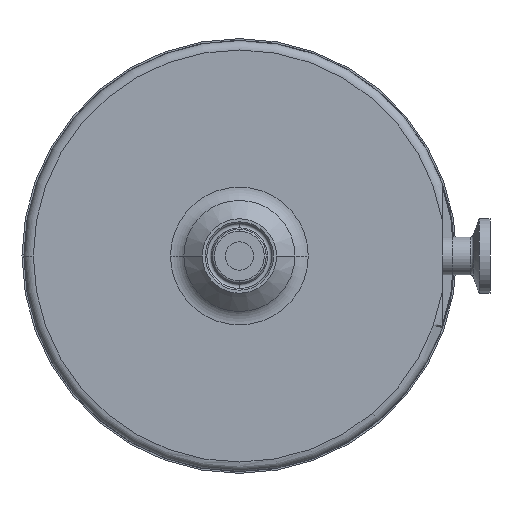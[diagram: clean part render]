
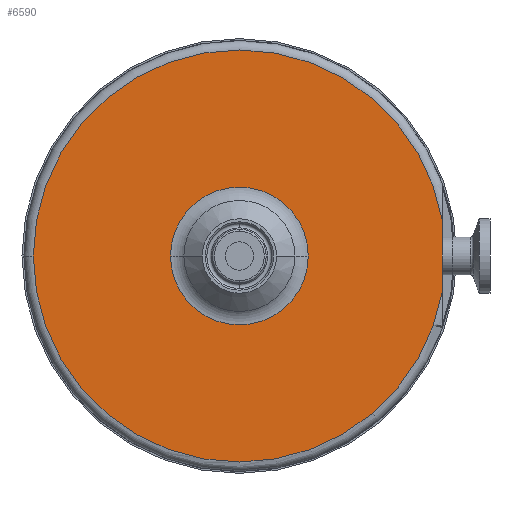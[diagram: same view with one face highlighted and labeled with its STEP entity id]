
A CAD part, front view. The second image highlights one B-rep face of the part: STEP entity #6590.
In plain terms, the highlighted planar face has unit normal (0, -1, 0).
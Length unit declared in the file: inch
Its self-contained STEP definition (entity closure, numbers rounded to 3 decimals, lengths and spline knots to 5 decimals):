
#27 = EDGE_LOOP ( 'NONE', ( #567, #4541 ) ) ;
#94 = EDGE_CURVE ( 'NONE', #5939, #7188, #7040, .T. ) ;
#567 = ORIENTED_EDGE ( 'NONE', *, *, #2822, .T. ) ;
#799 = AXIS2_PLACEMENT_3D ( 'NONE', #7381, #3635, #6847 ) ;
#989 = CIRCLE ( 'NONE', #2390, 0.91105 ) ;
#1202 = DIRECTION ( 'NONE',  ( 0., 1., 0. ) ) ;
#1267 = AXIS2_PLACEMENT_3D ( 'NONE', #4006, #3397, #5786 ) ;
#2201 = DIRECTION ( 'NONE',  ( 0., 1., 0. ) ) ;
#2390 = AXIS2_PLACEMENT_3D ( 'NONE', #6562, #2785, #3400 ) ;
#2785 = DIRECTION ( 'NONE',  ( 0., 1., 0. ) ) ;
#2822 = EDGE_CURVE ( 'NONE', #5741, #7555, #989, .T. ) ;
#3054 = ORIENTED_EDGE ( 'NONE', *, *, #94, .F. ) ;
#3056 = DIRECTION ( 'NONE',  ( -1., 0., 0. ) ) ;
#3205 = CIRCLE ( 'NONE', #3470, 2.725 ) ;
#3298 = DIRECTION ( 'NONE',  ( 0., 0., -1. ) ) ;
#3397 = DIRECTION ( 'NONE',  ( 0., -1., 0. ) ) ;
#3400 = DIRECTION ( 'NONE',  ( -1., 0., 0. ) ) ;
#3429 = FACE_BOUND ( 'NONE', #27, .T. ) ;
#3458 = CARTESIAN_POINT ( 'NONE',  ( 0.91105, -0.505, 0. ) ) ;
#3470 = AXIS2_PLACEMENT_3D ( 'NONE', #4376, #1202, #3056 ) ;
#3635 = DIRECTION ( 'NONE',  ( 0., 1., 0. ) ) ;
#4006 = CARTESIAN_POINT ( 'NONE',  ( -2.725, -0.505, 0. ) ) ;
#4152 = CARTESIAN_POINT ( 'NONE',  ( 2.685, -0.505, -0.46519 ) ) ;
#4376 = CARTESIAN_POINT ( 'NONE',  ( 0., -0.505, 0. ) ) ;
#4485 = VECTOR ( 'NONE', #3298, 39.37008 ) ;
#4494 = LINE ( 'NONE', #5135, #4485 ) ;
#4541 = ORIENTED_EDGE ( 'NONE', *, *, #7628, .T. ) ;
#4645 = CARTESIAN_POINT ( 'NONE',  ( 2.685, -0.505, 0.46519 ) ) ;
#4779 = FACE_OUTER_BOUND ( 'NONE', #6426, .T. ) ;
#5135 = CARTESIAN_POINT ( 'NONE',  ( 2.685, -0.505, 0. ) ) ;
#5145 = ORIENTED_EDGE ( 'NONE', *, *, #6027, .F. ) ;
#5741 = VERTEX_POINT ( 'NONE', #6381 ) ;
#5786 = DIRECTION ( 'NONE',  ( 1., 0., 0. ) ) ;
#5939 = VERTEX_POINT ( 'NONE', #4152 ) ;
#6027 = EDGE_CURVE ( 'NONE', #7188, #7065, #3205, .T. ) ;
#6346 = CIRCLE ( 'NONE', #7463, 0.91105 ) ;
#6381 = CARTESIAN_POINT ( 'NONE',  ( -0.91105, -0.505, 0. ) ) ;
#6426 = EDGE_LOOP ( 'NONE', ( #7748, #5145, #3054 ) ) ;
#6562 = CARTESIAN_POINT ( 'NONE',  ( 0., -0.505, 0. ) ) ;
#6565 = DIRECTION ( 'NONE',  ( -1., 0., 0. ) ) ;
#6590 = ADVANCED_FACE ( 'NONE', ( #4779, #3429 ), #7047, .T. ) ;
#6847 = DIRECTION ( 'NONE',  ( -1., 0., 0. ) ) ;
#7040 = CIRCLE ( 'NONE', #799, 2.725 ) ;
#7047 = PLANE ( 'NONE',  #1267 ) ;
#7065 = VERTEX_POINT ( 'NONE', #4645 ) ;
#7151 = CARTESIAN_POINT ( 'NONE',  ( 0., -0.505, 0. ) ) ;
#7188 = VERTEX_POINT ( 'NONE', #7215 ) ;
#7215 = CARTESIAN_POINT ( 'NONE',  ( -2.725, -0.505, 0. ) ) ;
#7381 = CARTESIAN_POINT ( 'NONE',  ( 0., -0.505, 0. ) ) ;
#7463 = AXIS2_PLACEMENT_3D ( 'NONE', #7151, #2201, #6565 ) ;
#7540 = EDGE_CURVE ( 'NONE', #7065, #5939, #4494, .T. ) ;
#7555 = VERTEX_POINT ( 'NONE', #3458 ) ;
#7628 = EDGE_CURVE ( 'NONE', #7555, #5741, #6346, .T. ) ;
#7748 = ORIENTED_EDGE ( 'NONE', *, *, #7540, .F. ) ;
